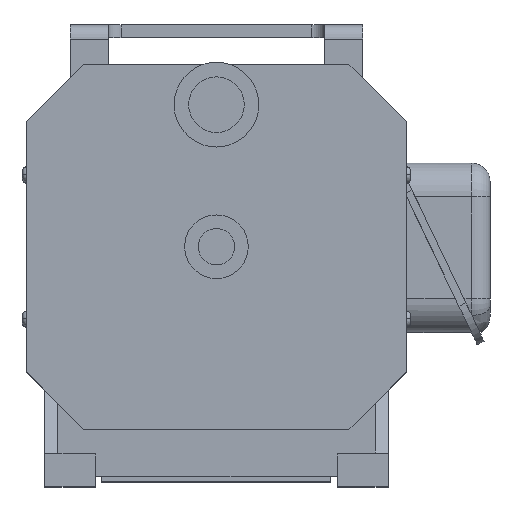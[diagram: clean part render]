
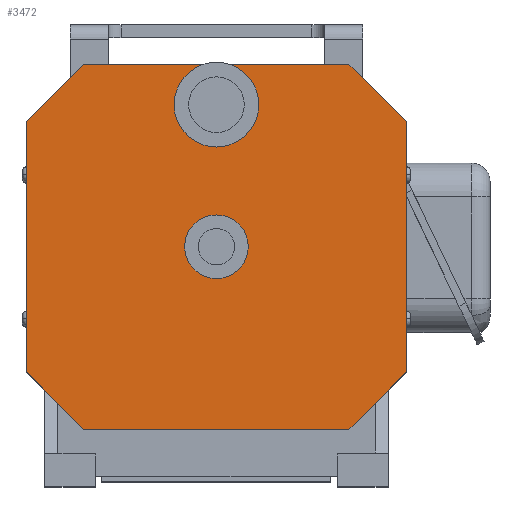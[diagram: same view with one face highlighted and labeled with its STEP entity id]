
A CAD part, top view. The second image highlights one B-rep face of the part: STEP entity #3472.
In plain terms, the highlighted planar face has unit normal (0, 0, 1).
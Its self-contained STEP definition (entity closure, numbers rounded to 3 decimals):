
#167 = DIRECTION ( 'NONE',  ( 0., 0., -1. ) ) ;
#201 = CARTESIAN_POINT ( 'NONE',  ( -89.5, -59., 0. ) ) ;
#231 = CIRCLE ( 'NONE', #1148, 10. ) ;
#236 = LINE ( 'NONE', #720, #5735 ) ;
#262 = CARTESIAN_POINT ( 'NONE',  ( -62.5, -86., 0. ) ) ;
#268 = VERTEX_POINT ( 'NONE', #3313 ) ;
#276 = DIRECTION ( 'NONE',  ( 0., 0., 1. ) ) ;
#398 = DIRECTION ( 'NONE',  ( -0.707, 0.707, 0. ) ) ;
#402 = EDGE_CURVE ( 'NONE', #6437, #5438, #425, .T. ) ;
#418 = ORIENTED_EDGE ( 'NONE', *, *, #1365, .T. ) ;
#425 = LINE ( 'NONE', #4146, #4406 ) ;
#518 = CARTESIAN_POINT ( 'NONE',  ( -62.5, -86., 0. ) ) ;
#554 = EDGE_CURVE ( 'NONE', #6630, #2499, #2353, .T. ) ;
#565 = ORIENTED_EDGE ( 'NONE', *, *, #4969, .T. ) ;
#677 = ORIENTED_EDGE ( 'NONE', *, *, #2947, .F. ) ;
#720 = CARTESIAN_POINT ( 'NONE',  ( 89.5, 59., 0. ) ) ;
#767 = ORIENTED_EDGE ( 'NONE', *, *, #5435, .T. ) ;
#815 = FACE_BOUND ( 'NONE', #5698, .T. ) ;
#1047 = CARTESIAN_POINT ( 'NONE',  ( -89.5, -59., 0. ) ) ;
#1115 = LINE ( 'NONE', #2372, #6424 ) ;
#1148 = AXIS2_PLACEMENT_3D ( 'NONE', #5085, #1964, #5593 ) ;
#1239 = EDGE_CURVE ( 'NONE', #4415, #2022, #1115, .T. ) ;
#1351 = VECTOR ( 'NONE', #5196, 1000. ) ;
#1365 = EDGE_CURVE ( 'NONE', #2969, #5552, #4253, .T. ) ;
#1412 = ORIENTED_EDGE ( 'NONE', *, *, #2266, .T. ) ;
#1518 = CARTESIAN_POINT ( 'NONE',  ( 0., 67., 0. ) ) ;
#1907 = ORIENTED_EDGE ( 'NONE', *, *, #402, .T. ) ;
#1941 = EDGE_LOOP ( 'NONE', ( #6366, #418, #1412, #767, #1907, #565, #2371, #5328 ) ) ;
#1964 = DIRECTION ( 'NONE',  ( 0., 0., 1. ) ) ;
#2011 = DIRECTION ( 'NONE',  ( -1., 0., 0. ) ) ;
#2022 = VERTEX_POINT ( 'NONE', #2810 ) ;
#2058 = CARTESIAN_POINT ( 'NONE',  ( -89.5, 59., 0. ) ) ;
#2140 = CARTESIAN_POINT ( 'NONE',  ( 62.5, -86., 0. ) ) ;
#2219 = CARTESIAN_POINT ( 'NONE',  ( 0., 148.5, 0. ) ) ;
#2266 = EDGE_CURVE ( 'NONE', #5552, #5634, #4082, .T. ) ;
#2318 = AXIS2_PLACEMENT_3D ( 'NONE', #1518, #5658, #3031 ) ;
#2331 = DIRECTION ( 'NONE',  ( 0., 0., 1. ) ) ;
#2353 = CIRCLE ( 'NONE', #2318, 12. ) ;
#2371 = ORIENTED_EDGE ( 'NONE', *, *, #1239, .T. ) ;
#2372 = CARTESIAN_POINT ( 'NONE',  ( 62.5, 86., 0. ) ) ;
#2401 = AXIS2_PLACEMENT_3D ( 'NONE', #2219, #167, #3796 ) ;
#2499 = VERTEX_POINT ( 'NONE', #5737 ) ;
#2593 = ORIENTED_EDGE ( 'NONE', *, *, #3606, .F. ) ;
#2657 = CARTESIAN_POINT ( 'NONE',  ( 89.5, 59., 0. ) ) ;
#2767 = EDGE_LOOP ( 'NONE', ( #2936, #677 ) ) ;
#2810 = CARTESIAN_POINT ( 'NONE',  ( 62.5, 86., 0. ) ) ;
#2936 = ORIENTED_EDGE ( 'NONE', *, *, #3600, .F. ) ;
#2947 = EDGE_CURVE ( 'NONE', #3712, #268, #231, .T. ) ;
#2969 = VERTEX_POINT ( 'NONE', #6616 ) ;
#3009 = CARTESIAN_POINT ( 'NONE',  ( -62.5, 86., 0. ) ) ;
#3031 = DIRECTION ( 'NONE',  ( -1., 0., 0. ) ) ;
#3313 = CARTESIAN_POINT ( 'NONE',  ( -10., 0., 0. ) ) ;
#3377 = CARTESIAN_POINT ( 'NONE',  ( 0., 67., 0. ) ) ;
#3379 = FACE_BOUND ( 'NONE', #2767, .T. ) ;
#3472 = ADVANCED_FACE ( 'NONE', ( #815, #6302, #3379 ), #5848, .F. ) ;
#3593 = CARTESIAN_POINT ( 'NONE',  ( 62.5, -86., 0. ) ) ;
#3600 = EDGE_CURVE ( 'NONE', #268, #3712, #3954, .T. ) ;
#3606 = EDGE_CURVE ( 'NONE', #2499, #6630, #6685, .T. ) ;
#3712 = VERTEX_POINT ( 'NONE', #3968 ) ;
#3796 = DIRECTION ( 'NONE',  ( -1., 0., 0. ) ) ;
#3872 = EDGE_CURVE ( 'NONE', #2022, #5246, #6447, .T. ) ;
#3903 = DIRECTION ( 'NONE',  ( -1., 0., 0. ) ) ;
#3954 = CIRCLE ( 'NONE', #4868, 10. ) ;
#3968 = CARTESIAN_POINT ( 'NONE',  ( 10., 0., 0. ) ) ;
#4082 = LINE ( 'NONE', #518, #1351 ) ;
#4127 = DIRECTION ( 'NONE',  ( 0., -1., 0. ) ) ;
#4129 = ORIENTED_EDGE ( 'NONE', *, *, #554, .F. ) ;
#4144 = AXIS2_PLACEMENT_3D ( 'NONE', #3377, #276, #3903 ) ;
#4145 = DIRECTION ( 'NONE',  ( -0.707, -0.707, 0. ) ) ;
#4146 = CARTESIAN_POINT ( 'NONE',  ( 89.5, -59., 0. ) ) ;
#4253 = LINE ( 'NONE', #1047, #5613 ) ;
#4319 = DIRECTION ( 'NONE',  ( 0., 1., 0. ) ) ;
#4364 = LINE ( 'NONE', #2140, #5725 ) ;
#4406 = VECTOR ( 'NONE', #6621, 1000. ) ;
#4415 = VERTEX_POINT ( 'NONE', #2657 ) ;
#4868 = AXIS2_PLACEMENT_3D ( 'NONE', #5447, #2331, #5966 ) ;
#4969 = EDGE_CURVE ( 'NONE', #5438, #4415, #236, .T. ) ;
#5058 = VECTOR ( 'NONE', #4145, 1000. ) ;
#5067 = CARTESIAN_POINT ( 'NONE',  ( -62.5, 86., 0. ) ) ;
#5085 = CARTESIAN_POINT ( 'NONE',  ( 0., 0., 0. ) ) ;
#5089 = VECTOR ( 'NONE', #2011, 1000. ) ;
#5196 = DIRECTION ( 'NONE',  ( 0.707, -0.707, 0. ) ) ;
#5207 = CARTESIAN_POINT ( 'NONE',  ( -12., 67., 0. ) ) ;
#5246 = VERTEX_POINT ( 'NONE', #5067 ) ;
#5272 = CARTESIAN_POINT ( 'NONE',  ( 89.5, -59., 0. ) ) ;
#5328 = ORIENTED_EDGE ( 'NONE', *, *, #3872, .T. ) ;
#5435 = EDGE_CURVE ( 'NONE', #5634, #6437, #4364, .T. ) ;
#5438 = VERTEX_POINT ( 'NONE', #5272 ) ;
#5447 = CARTESIAN_POINT ( 'NONE',  ( 0., 0., 0. ) ) ;
#5552 = VERTEX_POINT ( 'NONE', #201 ) ;
#5593 = DIRECTION ( 'NONE',  ( -1., 0., 0. ) ) ;
#5613 = VECTOR ( 'NONE', #4127, 1000. ) ;
#5634 = VERTEX_POINT ( 'NONE', #262 ) ;
#5658 = DIRECTION ( 'NONE',  ( 0., 0., 1. ) ) ;
#5698 = EDGE_LOOP ( 'NONE', ( #4129, #2593 ) ) ;
#5725 = VECTOR ( 'NONE', #5766, 1000. ) ;
#5735 = VECTOR ( 'NONE', #4319, 1000. ) ;
#5737 = CARTESIAN_POINT ( 'NONE',  ( 12., 67., 0. ) ) ;
#5766 = DIRECTION ( 'NONE',  ( 1., 0., 0. ) ) ;
#5848 = PLANE ( 'NONE',  #2401 ) ;
#5966 = DIRECTION ( 'NONE',  ( -1., 0., 0. ) ) ;
#6302 = FACE_OUTER_BOUND ( 'NONE', #1941, .T. ) ;
#6366 = ORIENTED_EDGE ( 'NONE', *, *, #6619, .T. ) ;
#6418 = LINE ( 'NONE', #2058, #5058 ) ;
#6424 = VECTOR ( 'NONE', #398, 1000. ) ;
#6437 = VERTEX_POINT ( 'NONE', #3593 ) ;
#6447 = LINE ( 'NONE', #3009, #5089 ) ;
#6616 = CARTESIAN_POINT ( 'NONE',  ( -89.5, 59., 0. ) ) ;
#6619 = EDGE_CURVE ( 'NONE', #5246, #2969, #6418, .T. ) ;
#6621 = DIRECTION ( 'NONE',  ( 0.707, 0.707, 0. ) ) ;
#6630 = VERTEX_POINT ( 'NONE', #5207 ) ;
#6685 = CIRCLE ( 'NONE', #4144, 12. ) ;
